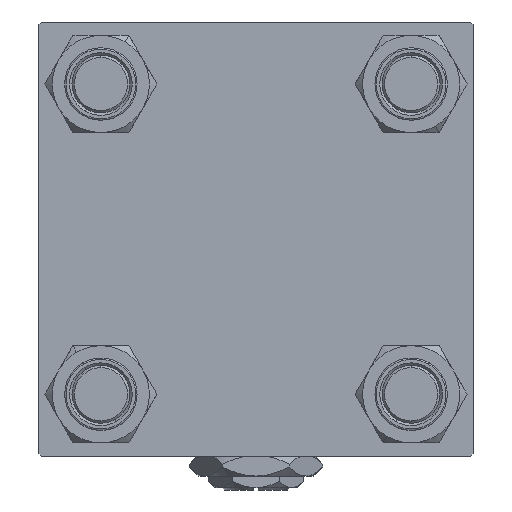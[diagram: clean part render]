
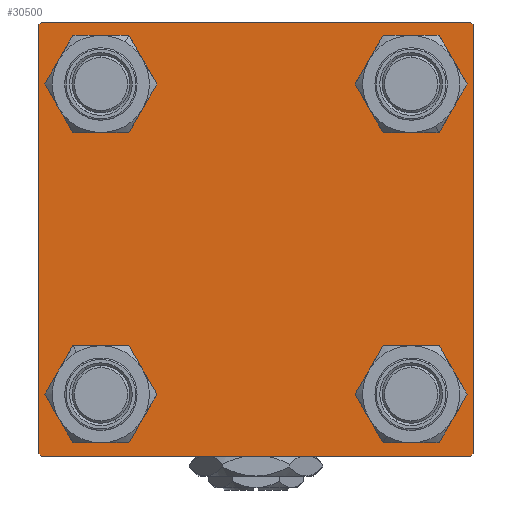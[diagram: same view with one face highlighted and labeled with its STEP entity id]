
A CAD part, left-side view. The second image highlights one B-rep face of the part: STEP entity #30500.
In plain terms, the highlighted planar face has unit normal (-1, 0, 0).
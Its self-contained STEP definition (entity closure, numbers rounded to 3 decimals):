
#52 = VECTOR ( 'NONE', #3276, 1000. ) ;
#223 = DIRECTION ( 'NONE',  ( 0., -0.707, -0.707 ) ) ;
#384 = ORIENTED_EDGE ( 'NONE', *, *, #7952, .T. ) ;
#486 = CARTESIAN_POINT ( 'NONE',  ( 0., 32.15, -32.15 ) ) ;
#590 = ORIENTED_EDGE ( 'NONE', *, *, #10624, .T. ) ;
#705 = EDGE_CURVE ( 'NONE', #38247, #46374, #44611, .T. ) ;
#915 = DIRECTION ( 'NONE',  ( 0., 0., 1. ) ) ;
#1691 = AXIS2_PLACEMENT_3D ( 'NONE', #20772, #5194, #33463 ) ;
#1870 = EDGE_CURVE ( 'NONE', #29532, #42523, #33622, .T. ) ;
#1922 = FACE_BOUND ( 'NONE', #18668, .T. ) ;
#2301 = VERTEX_POINT ( 'NONE', #15102 ) ;
#2732 = DIRECTION ( 'NONE',  ( 0., 0., 1. ) ) ;
#2987 = DIRECTION ( 'NONE',  ( 1., 0., 0. ) ) ;
#3276 = DIRECTION ( 'NONE',  ( 0., -1., 0. ) ) ;
#3596 = EDGE_CURVE ( 'NONE', #4710, #22458, #41235, .T. ) ;
#4118 = CIRCLE ( 'NONE', #33586, 6.5 ) ;
#4710 = VERTEX_POINT ( 'NONE', #50091 ) ;
#5065 = ORIENTED_EDGE ( 'NONE', *, *, #8264, .T. ) ;
#5194 = DIRECTION ( 'NONE',  ( 1., 0., 0. ) ) ;
#5327 = ORIENTED_EDGE ( 'NONE', *, *, #705, .T. ) ;
#5348 = CARTESIAN_POINT ( 'NONE',  ( 0., 32.15, -25.65 ) ) ;
#7520 = DIRECTION ( 'NONE',  ( 0., 0., 1. ) ) ;
#7543 = EDGE_CURVE ( 'NONE', #37416, #27000, #16778, .T. ) ;
#7846 = CARTESIAN_POINT ( 'NONE',  ( 0., -45., 45. ) ) ;
#7952 = EDGE_CURVE ( 'NONE', #23129, #27163, #21259, .T. ) ;
#8034 = CARTESIAN_POINT ( 'NONE',  ( 0., -32.15, 25.65 ) ) ;
#8195 = ORIENTED_EDGE ( 'NONE', *, *, #7543, .T. ) ;
#8264 = EDGE_CURVE ( 'NONE', #27000, #37416, #31175, .T. ) ;
#10384 = FACE_BOUND ( 'NONE', #49999, .T. ) ;
#10624 = EDGE_CURVE ( 'NONE', #27163, #36360, #47851, .T. ) ;
#11138 = AXIS2_PLACEMENT_3D ( 'NONE', #31567, #11483, #7520 ) ;
#11479 = CARTESIAN_POINT ( 'NONE',  ( 0., 45., 45. ) ) ;
#11483 = DIRECTION ( 'NONE',  ( 1., 0., 0. ) ) ;
#11612 = CARTESIAN_POINT ( 'NONE',  ( 0., -32.15, -32.15 ) ) ;
#11653 = CARTESIAN_POINT ( 'NONE',  ( 0., -44.75, -44.75 ) ) ;
#12403 = CARTESIAN_POINT ( 'NONE',  ( 0., -32.15, -38.65 ) ) ;
#12499 = CARTESIAN_POINT ( 'NONE',  ( 0., 32.15, 32.15 ) ) ;
#12842 = LINE ( 'NONE', #36380, #52027 ) ;
#14117 = ORIENTED_EDGE ( 'NONE', *, *, #1870, .T. ) ;
#14870 = AXIS2_PLACEMENT_3D ( 'NONE', #46325, #50287, #18296 ) ;
#15102 = CARTESIAN_POINT ( 'NONE',  ( 0., -45., 44.5 ) ) ;
#15241 = ORIENTED_EDGE ( 'NONE', *, *, #44111, .T. ) ;
#15515 = EDGE_CURVE ( 'NONE', #41657, #48897, #49148, .T. ) ;
#15741 = CARTESIAN_POINT ( 'NONE',  ( 0., 32.15, 25.65 ) ) ;
#16450 = DIRECTION ( 'NONE',  ( 0., 0., 1. ) ) ;
#16476 = CARTESIAN_POINT ( 'NONE',  ( 0., 32.15, 38.65 ) ) ;
#16778 = CIRCLE ( 'NONE', #42099, 6.5 ) ;
#17052 = DIRECTION ( 'NONE',  ( 0., 0.707, -0.707 ) ) ;
#17617 = ORIENTED_EDGE ( 'NONE', *, *, #42728, .F. ) ;
#18296 = DIRECTION ( 'NONE',  ( 0., 0., 1. ) ) ;
#18420 = AXIS2_PLACEMENT_3D ( 'NONE', #11612, #40426, #27723 ) ;
#18668 = EDGE_LOOP ( 'NONE', ( #25633, #15241 ) ) ;
#18811 = FACE_BOUND ( 'NONE', #47645, .T. ) ;
#18945 = CARTESIAN_POINT ( 'NONE',  ( 0., -44.5, 45. ) ) ;
#19348 = EDGE_CURVE ( 'NONE', #46374, #23129, #24808, .T. ) ;
#20772 = CARTESIAN_POINT ( 'NONE',  ( 0., -32.15, -32.15 ) ) ;
#20845 = DIRECTION ( 'NONE',  ( 1., 0., 0. ) ) ;
#21259 = LINE ( 'NONE', #33172, #22682 ) ;
#21615 = CARTESIAN_POINT ( 'NONE',  ( 0., -45., -44.5 ) ) ;
#22052 = CARTESIAN_POINT ( 'NONE',  ( 0., -32.15, 32.15 ) ) ;
#22458 = VERTEX_POINT ( 'NONE', #12403 ) ;
#22529 = CARTESIAN_POINT ( 'NONE',  ( 0., -44.75, 44.75 ) ) ;
#22538 = VECTOR ( 'NONE', #48313, 1000. ) ;
#22682 = VECTOR ( 'NONE', #24966, 1000. ) ;
#23129 = VERTEX_POINT ( 'NONE', #42061 ) ;
#23532 = AXIS2_PLACEMENT_3D ( 'NONE', #38955, #2987, #2732 ) ;
#23951 = DIRECTION ( 'NONE',  ( 0., 0., -1. ) ) ;
#24170 = ORIENTED_EDGE ( 'NONE', *, *, #15515, .T. ) ;
#24808 = LINE ( 'NONE', #52314, #25512 ) ;
#24966 = DIRECTION ( 'NONE',  ( 0., -1., 0. ) ) ;
#25512 = VECTOR ( 'NONE', #223, 1000. ) ;
#25633 = ORIENTED_EDGE ( 'NONE', *, *, #3596, .T. ) ;
#25985 = LINE ( 'NONE', #22529, #48213 ) ;
#26255 = ORIENTED_EDGE ( 'NONE', *, *, #38012, .T. ) ;
#26290 = LINE ( 'NONE', #11479, #52 ) ;
#27000 = VERTEX_POINT ( 'NONE', #16476 ) ;
#27163 = VERTEX_POINT ( 'NONE', #49503 ) ;
#27723 = DIRECTION ( 'NONE',  ( 0., 0., 1. ) ) ;
#28827 = EDGE_CURVE ( 'NONE', #48897, #41657, #33374, .T. ) ;
#29532 = VERTEX_POINT ( 'NONE', #8034 ) ;
#29554 = ORIENTED_EDGE ( 'NONE', *, *, #46417, .F. ) ;
#30217 = DIRECTION ( 'NONE',  ( 0., 0.707, 0.707 ) ) ;
#30500 = ADVANCED_FACE ( 'NONE', ( #18811, #1922, #10384, #50802, #42367 ), #50546, .T. ) ;
#30631 = EDGE_LOOP ( 'NONE', ( #5327, #33211, #384, #590, #17617, #50649, #29554, #39993 ) ) ;
#31175 = CIRCLE ( 'NONE', #23532, 6.5 ) ;
#31567 = CARTESIAN_POINT ( 'NONE',  ( 0., 32.15, -32.15 ) ) ;
#31947 = EDGE_CURVE ( 'NONE', #50969, #38247, #12842, .T. ) ;
#32201 = CARTESIAN_POINT ( 'NONE',  ( 0., 45., 45. ) ) ;
#33172 = CARTESIAN_POINT ( 'NONE',  ( 0., 45., -45. ) ) ;
#33211 = ORIENTED_EDGE ( 'NONE', *, *, #19348, .T. ) ;
#33374 = CIRCLE ( 'NONE', #47697, 6.5 ) ;
#33463 = DIRECTION ( 'NONE',  ( 0., 0., 1. ) ) ;
#33586 = AXIS2_PLACEMENT_3D ( 'NONE', #40514, #44465, #16450 ) ;
#33622 = CIRCLE ( 'NONE', #51327, 6.5 ) ;
#36036 = DIRECTION ( 'NONE',  ( 1., 0., 0. ) ) ;
#36277 = VECTOR ( 'NONE', #23951, 1000. ) ;
#36360 = VERTEX_POINT ( 'NONE', #21615 ) ;
#36380 = CARTESIAN_POINT ( 'NONE',  ( 0., 44.75, 44.75 ) ) ;
#36637 = VERTEX_POINT ( 'NONE', #18945 ) ;
#36736 = DIRECTION ( 'NONE',  ( 0., 0., 1. ) ) ;
#37165 = DIRECTION ( 'NONE',  ( 1., 0., 0. ) ) ;
#37416 = VERTEX_POINT ( 'NONE', #15741 ) ;
#37536 = DIRECTION ( 'NONE',  ( 0., 0., 1. ) ) ;
#37561 = CARTESIAN_POINT ( 'NONE',  ( 0., -32.15, 38.65 ) ) ;
#38012 = EDGE_CURVE ( 'NONE', #42523, #29532, #4118, .T. ) ;
#38247 = VERTEX_POINT ( 'NONE', #48623 ) ;
#38955 = CARTESIAN_POINT ( 'NONE',  ( 0., 32.15, 32.15 ) ) ;
#39670 = VECTOR ( 'NONE', #43891, 1000. ) ;
#39993 = ORIENTED_EDGE ( 'NONE', *, *, #31947, .T. ) ;
#40426 = DIRECTION ( 'NONE',  ( 1., 0., 0. ) ) ;
#40514 = CARTESIAN_POINT ( 'NONE',  ( 0., -32.15, 32.15 ) ) ;
#40531 = CIRCLE ( 'NONE', #1691, 6.5 ) ;
#41235 = CIRCLE ( 'NONE', #18420, 6.5 ) ;
#41657 = VERTEX_POINT ( 'NONE', #48779 ) ;
#41912 = CARTESIAN_POINT ( 'NONE',  ( 0., 45., -44.5 ) ) ;
#42061 = CARTESIAN_POINT ( 'NONE',  ( 0., 44.5, -45. ) ) ;
#42099 = AXIS2_PLACEMENT_3D ( 'NONE', #12499, #36036, #37536 ) ;
#42367 = FACE_OUTER_BOUND ( 'NONE', #30631, .T. ) ;
#42523 = VERTEX_POINT ( 'NONE', #37561 ) ;
#42728 = EDGE_CURVE ( 'NONE', #2301, #36360, #48793, .T. ) ;
#43891 = DIRECTION ( 'NONE',  ( 0., -0.707, 0.707 ) ) ;
#44111 = EDGE_CURVE ( 'NONE', #22458, #4710, #40531, .T. ) ;
#44465 = DIRECTION ( 'NONE',  ( 1., 0., 0. ) ) ;
#44611 = LINE ( 'NONE', #32201, #22538 ) ;
#46325 = CARTESIAN_POINT ( 'NONE',  ( 0., 0., 0. ) ) ;
#46374 = VERTEX_POINT ( 'NONE', #41912 ) ;
#46417 = EDGE_CURVE ( 'NONE', #50969, #36637, #26290, .T. ) ;
#47558 = EDGE_CURVE ( 'NONE', #2301, #36637, #25985, .T. ) ;
#47645 = EDGE_LOOP ( 'NONE', ( #26255, #14117 ) ) ;
#47697 = AXIS2_PLACEMENT_3D ( 'NONE', #486, #20845, #36736 ) ;
#47812 = EDGE_LOOP ( 'NONE', ( #5065, #8195 ) ) ;
#47851 = LINE ( 'NONE', #11653, #39670 ) ;
#48213 = VECTOR ( 'NONE', #30217, 1000. ) ;
#48313 = DIRECTION ( 'NONE',  ( 0., 0., -1. ) ) ;
#48623 = CARTESIAN_POINT ( 'NONE',  ( 0., 45., 44.5 ) ) ;
#48779 = CARTESIAN_POINT ( 'NONE',  ( 0., 32.15, -38.65 ) ) ;
#48793 = LINE ( 'NONE', #7846, #36277 ) ;
#48897 = VERTEX_POINT ( 'NONE', #5348 ) ;
#49148 = CIRCLE ( 'NONE', #11138, 6.5 ) ;
#49226 = CARTESIAN_POINT ( 'NONE',  ( 0., 44.5, 45. ) ) ;
#49503 = CARTESIAN_POINT ( 'NONE',  ( 0., -44.5, -45. ) ) ;
#49999 = EDGE_LOOP ( 'NONE', ( #50542, #24170 ) ) ;
#50091 = CARTESIAN_POINT ( 'NONE',  ( 0., -32.15, -25.65 ) ) ;
#50287 = DIRECTION ( 'NONE',  ( -1., 0., 0. ) ) ;
#50542 = ORIENTED_EDGE ( 'NONE', *, *, #28827, .T. ) ;
#50546 = PLANE ( 'NONE',  #14870 ) ;
#50649 = ORIENTED_EDGE ( 'NONE', *, *, #47558, .T. ) ;
#50802 = FACE_BOUND ( 'NONE', #47812, .T. ) ;
#50969 = VERTEX_POINT ( 'NONE', #49226 ) ;
#51327 = AXIS2_PLACEMENT_3D ( 'NONE', #22052, #37165, #915 ) ;
#52027 = VECTOR ( 'NONE', #17052, 1000. ) ;
#52314 = CARTESIAN_POINT ( 'NONE',  ( 0., 44.75, -44.75 ) ) ;
